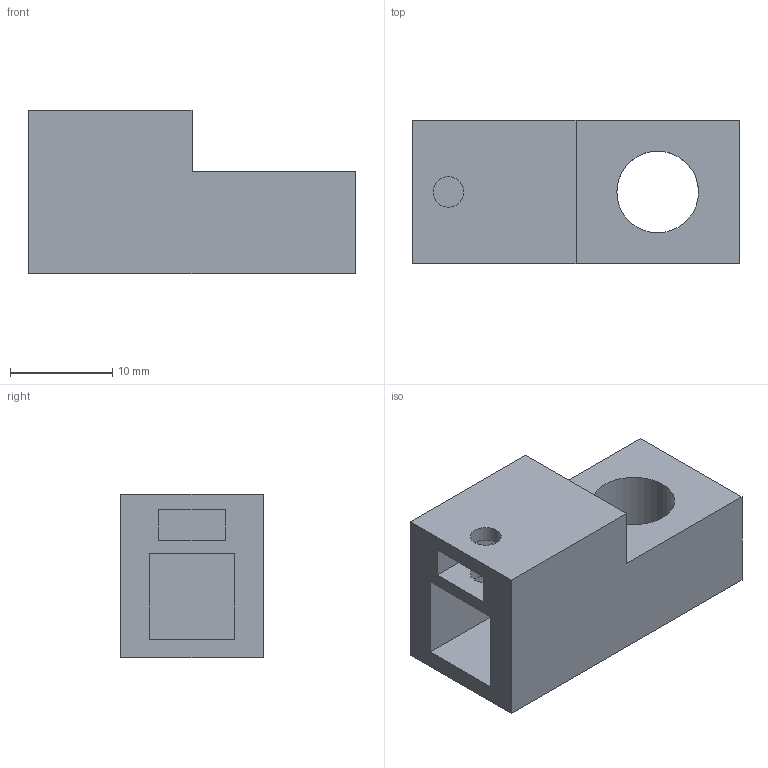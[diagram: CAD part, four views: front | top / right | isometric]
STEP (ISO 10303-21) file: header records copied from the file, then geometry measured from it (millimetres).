
FILE_DESCRIPTION(/* description */ (''),/* implementation_level */ '2;1');
FILE_NAME(/* name */ 'camera-holder v1.step',/* time_stamp */ '2021-12-24T13:22:15-05:00',/* author */ (''),/* organization */ (''),/* preprocessor_version */ 'ST-DEVELOPER v18.1',/* originating_system */ 'Autodesk Translation Framework v10.10.0.1391',/* authorisation */ '');
FILE_SCHEMA (('AUTOMOTIVE_DESIGN { 1 0 10303 214 3 1 1 }'));
Length unit declared in the file: millimetre
Products named in the file (1): camera-holder
Bounding box: 32 x 14 x 16 mm (x, y, z)
Volume: 4148 mm3; surface area: 2956.8 mm2
Topology: 1 solids, 1 shells, 21 faces, 51 edges, 34 vertices
Faces by surface type: plane 18, cylinder 3
Full cylindrical faces by diameter (mm): 3 x2, 8 x1
Entity records: 656 total; most frequent: CARTESIAN_POINT 107, ORIENTED_EDGE 102, DIRECTION 101, EDGE_CURVE 51, LINE 45, VECTOR 45, VERTEX_POINT 34, EDGE_LOOP 29
